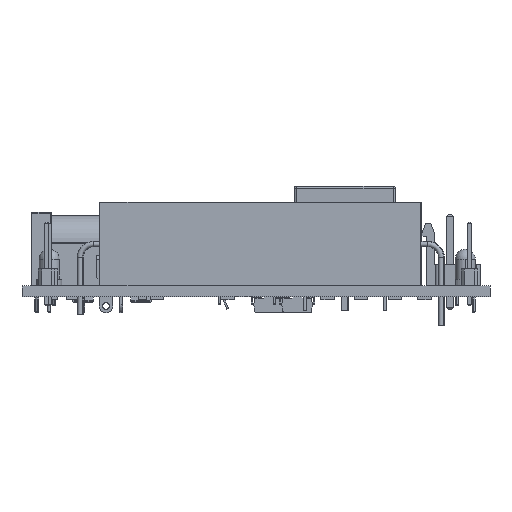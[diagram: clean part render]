
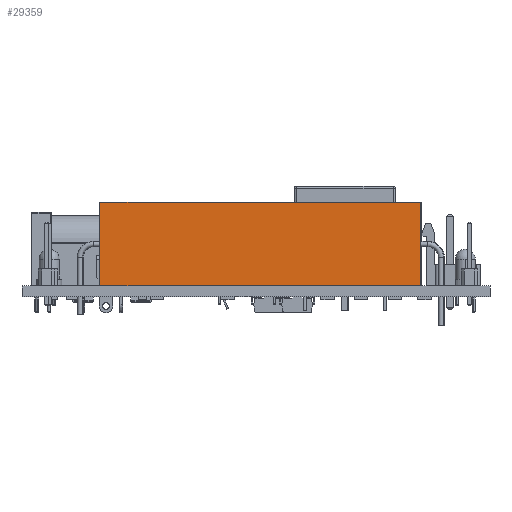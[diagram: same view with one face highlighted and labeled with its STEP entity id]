
A CAD part, front view. The second image highlights one B-rep face of the part: STEP entity #29359.
In plain terms, the highlighted face is planar.
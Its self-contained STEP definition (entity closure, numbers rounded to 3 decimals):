
#29256 = VERTEX_POINT('',#29257);
#29257 = CARTESIAN_POINT('',(24.,6.25,0.));
#29265 = EDGE_CURVE('',#29256,#29266,#29268,.T.);
#29266 = VERTEX_POINT('',#29267);
#29267 = CARTESIAN_POINT('',(24.,6.25,12.5));
#29268 = LINE('',#29269,#29270);
#29269 = CARTESIAN_POINT('',(24.,6.25,0.));
#29270 = VECTOR('',#29271,1.);
#29271 = DIRECTION('',(0.,0.,1.));
#29330 = VERTEX_POINT('',#29331);
#29331 = CARTESIAN_POINT('',(-24.,6.25,0.));
#29339 = VERTEX_POINT('',#29340);
#29340 = CARTESIAN_POINT('',(-24.,6.25,12.5));
#29346 = EDGE_CURVE('',#29330,#29339,#29347,.T.);
#29347 = LINE('',#29348,#29349);
#29348 = CARTESIAN_POINT('',(-24.,6.25,0.));
#29349 = VECTOR('',#29350,1.);
#29350 = DIRECTION('',(0.,0.,1.));
#29359 = ADVANCED_FACE('',(#29360),#29376,.T.);
#29360 = FACE_BOUND('',#29361,.T.);
#29361 = EDGE_LOOP('',(#29362,#29368,#29369,#29375));
#29362 = ORIENTED_EDGE('',*,*,#29363,.F.);
#29363 = EDGE_CURVE('',#29330,#29256,#29364,.T.);
#29364 = LINE('',#29365,#29366);
#29365 = CARTESIAN_POINT('',(-24.,6.25,0.));
#29366 = VECTOR('',#29367,1.);
#29367 = DIRECTION('',(1.,0.,0.));
#29368 = ORIENTED_EDGE('',*,*,#29346,.T.);
#29369 = ORIENTED_EDGE('',*,*,#29370,.F.);
#29370 = EDGE_CURVE('',#29266,#29339,#29371,.T.);
#29371 = LINE('',#29372,#29373);
#29372 = CARTESIAN_POINT('',(-24.,6.25,12.5));
#29373 = VECTOR('',#29374,1.);
#29374 = DIRECTION('',(-1.,0.,0.));
#29375 = ORIENTED_EDGE('',*,*,#29265,.F.);
#29376 = PLANE('',#29377);
#29377 = AXIS2_PLACEMENT_3D('',#29378,#29379,#29380);
#29378 = CARTESIAN_POINT('',(24.,6.25,0.));
#29379 = DIRECTION('',(0.,1.,0.));
#29380 = DIRECTION('',(-1.,0.,0.));
